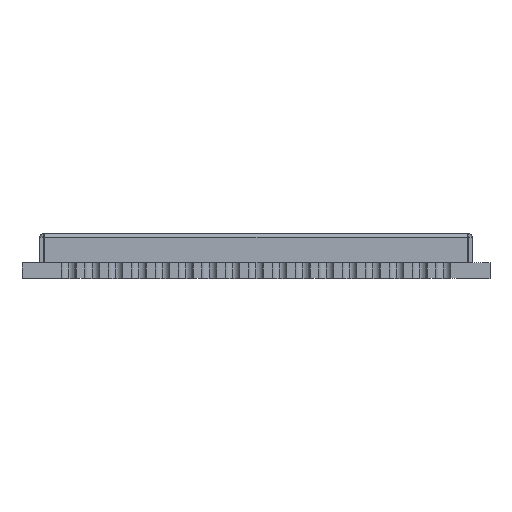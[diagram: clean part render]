
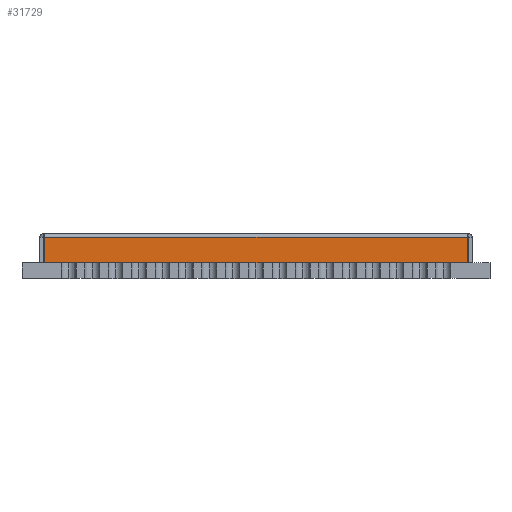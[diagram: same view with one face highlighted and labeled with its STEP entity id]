
A CAD part, left-side view. The second image highlights one B-rep face of the part: STEP entity #31729.
In plain terms, the highlighted planar face has unit normal (-1, 0, 0).
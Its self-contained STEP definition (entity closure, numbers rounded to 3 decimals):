
#31561 = VERTEX_POINT('',#31562);
#31562 = CARTESIAN_POINT('',(-11.1,-10.829,2.109));
#31621 = VERTEX_POINT('',#31622);
#31622 = CARTESIAN_POINT('',(-11.1,10.829,2.109));
#31670 = EDGE_CURVE('',#31621,#31561,#31671,.T.);
#31671 = LINE('',#31672,#31673);
#31672 = CARTESIAN_POINT('',(-11.1,-11.1,2.109));
#31673 = VECTOR('',#31674,1.);
#31674 = DIRECTION('',(0.,-1.,-0.));
#31702 = EDGE_CURVE('',#31561,#31703,#31705,.T.);
#31703 = VERTEX_POINT('',#31704);
#31704 = CARTESIAN_POINT('',(-11.1,-10.829,0.81));
#31705 = LINE('',#31706,#31707);
#31706 = CARTESIAN_POINT('',(-11.1,-10.829,2.11));
#31707 = VECTOR('',#31708,1.);
#31708 = DIRECTION('',(0.,0.,-1.));
#31729 = ADVANCED_FACE('',(#31730),#31748,.F.);
#31730 = FACE_BOUND('',#31731,.T.);
#31731 = EDGE_LOOP('',(#31732,#31733,#31741,#31747));
#31732 = ORIENTED_EDGE('',*,*,#31670,.F.);
#31733 = ORIENTED_EDGE('',*,*,#31734,.T.);
#31734 = EDGE_CURVE('',#31621,#31735,#31737,.T.);
#31735 = VERTEX_POINT('',#31736);
#31736 = CARTESIAN_POINT('',(-11.1,10.829,0.81));
#31737 = LINE('',#31738,#31739);
#31738 = CARTESIAN_POINT('',(-11.1,10.829,0.01));
#31739 = VECTOR('',#31740,1.);
#31740 = DIRECTION('',(0.,0.,-1.));
#31741 = ORIENTED_EDGE('',*,*,#31742,.T.);
#31742 = EDGE_CURVE('',#31735,#31703,#31743,.T.);
#31743 = LINE('',#31744,#31745);
#31744 = CARTESIAN_POINT('',(-11.1,0.,0.81));
#31745 = VECTOR('',#31746,1.);
#31746 = DIRECTION('',(0.,-1.,0.));
#31747 = ORIENTED_EDGE('',*,*,#31702,.F.);
#31748 = PLANE('',#31749);
#31749 = AXIS2_PLACEMENT_3D('',#31750,#31751,#31752);
#31750 = CARTESIAN_POINT('',(-11.1,0.,0.01
    ));
#31751 = DIRECTION('',(1.,0.,0.));
#31752 = DIRECTION('',(0.,0.,-1.));
